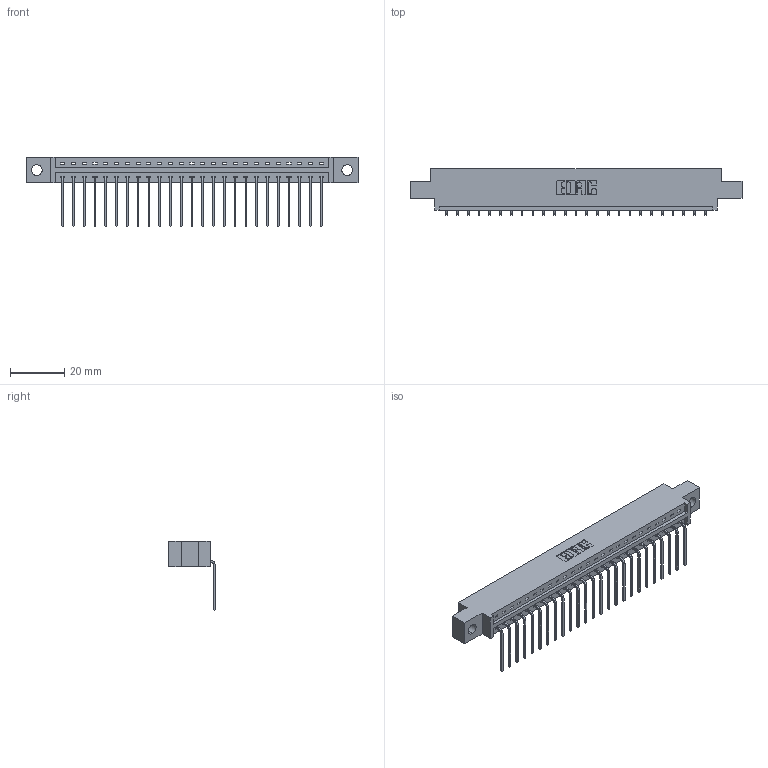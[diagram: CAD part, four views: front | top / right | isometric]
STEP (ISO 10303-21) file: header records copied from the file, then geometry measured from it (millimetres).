
FILE_DESCRIPTION (( 'STEP AP203' ), '1' );
FILE_NAME ('337-025-559-604.STEP', '2018-08-06T03:38:54', ( '' ), ( '' ), 'SwSTEP 2.0', 'SolidWorks 2016', '' );
FILE_SCHEMA (( 'CONFIG_CONTROL_DESIGN' ));
Length unit declared in the file: inch
Products named in the file (3): 337 Part_0.170 Offset - 0.156 Dia-TH; 345-292-001_558 559 Tail - 1; 337-025-559-604
Assembly tree (26 placements, depth 2):
  337-025-559-604
    337 Part_0.170 Offset - 0.156 Dia-TH
    345-292-001_558 559 Tail - 1  x25
Bounding box: 122.07 x 17.09 x 25.53 mm (x, y, z)
Volume: 12352.6 mm3; surface area: 13073.6 mm2
Topology: 26 solids, 26 shells, 1718 faces, 5173 edges, 3414 vertices
Faces by surface type: plane 1274, cylinder 444
Entity records: 21001 total; most frequent: CARTESIAN_POINT 3665, ORIENTED_EDGE 3626, DIRECTION 3119, EDGE_CURVE 1813, VECTOR 1685, LINE 1685, VERTEX_POINT 1206, AXIS2_PLACEMENT_3D 717
